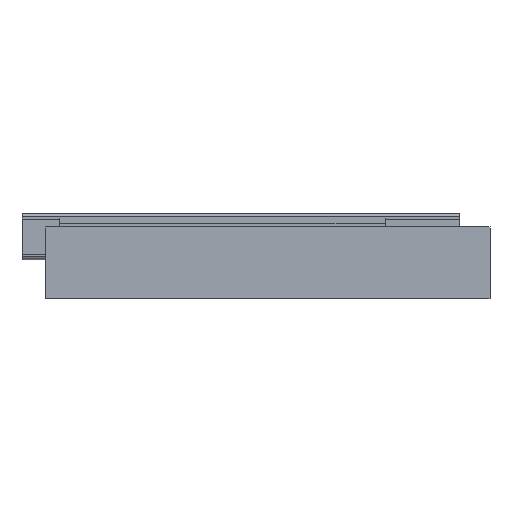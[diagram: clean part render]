
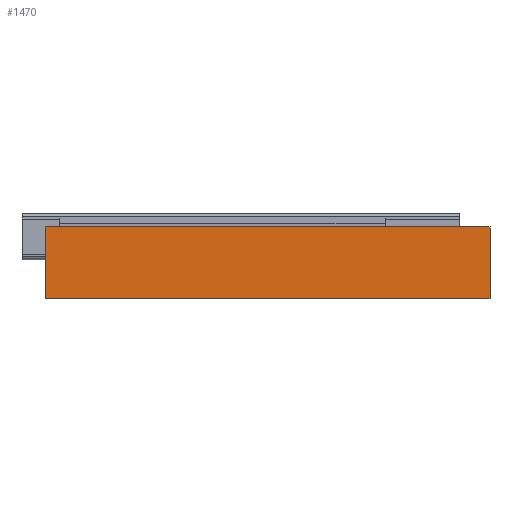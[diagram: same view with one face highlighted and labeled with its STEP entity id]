
A CAD part, front view. The second image highlights one B-rep face of the part: STEP entity #1470.
In plain terms, the highlighted planar face has unit normal (0, -1, 0).
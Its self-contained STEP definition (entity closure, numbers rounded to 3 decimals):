
#371 = DIRECTION ( 'NONE',  ( 0., 1., 0. ) ) ;
#465 = EDGE_CURVE ( 'NONE', #3623, #2891, #4340, .T. ) ;
#566 = EDGE_LOOP ( 'NONE', ( #3859, #3640, #5331, #4958 ) ) ;
#652 = VECTOR ( 'NONE', #5076, 1000. ) ;
#870 = CARTESIAN_POINT ( 'NONE',  ( 280., 0., 45. ) ) ;
#951 = CARTESIAN_POINT ( 'NONE',  ( 280., 0., 45. ) ) ;
#1290 = VECTOR ( 'NONE', #2536, 1000. ) ;
#1358 = VECTOR ( 'NONE', #4884, 1000. ) ;
#1372 = EDGE_CURVE ( 'NONE', #2288, #3737, #2028, .T. ) ;
#1470 = ADVANCED_FACE ( 'NONE', ( #6307 ), #1682, .F. ) ;
#1506 = CARTESIAN_POINT ( 'NONE',  ( 280., 0., 0. ) ) ;
#1508 = EDGE_CURVE ( 'NONE', #2288, #3623, #2030, .T. ) ;
#1682 = PLANE ( 'NONE',  #6414 ) ;
#1772 = CARTESIAN_POINT ( 'NONE',  ( 280., 0., 0. ) ) ;
#1825 = CARTESIAN_POINT ( 'NONE',  ( 0., 0., 45. ) ) ;
#1872 = EDGE_CURVE ( 'NONE', #3737, #2891, #6144, .T. ) ;
#2028 = LINE ( 'NONE', #6084, #652 ) ;
#2030 = LINE ( 'NONE', #951, #1290 ) ;
#2127 = CARTESIAN_POINT ( 'NONE',  ( 0., 0., 0. ) ) ;
#2288 = VERTEX_POINT ( 'NONE', #870 ) ;
#2536 = DIRECTION ( 'NONE',  ( 0., 0., -1. ) ) ;
#2891 = VERTEX_POINT ( 'NONE', #2127 ) ;
#2966 = CARTESIAN_POINT ( 'NONE',  ( 0., 0., 45. ) ) ;
#3303 = VECTOR ( 'NONE', #6515, 1000. ) ;
#3623 = VERTEX_POINT ( 'NONE', #1506 ) ;
#3640 = ORIENTED_EDGE ( 'NONE', *, *, #465, .F. ) ;
#3737 = VERTEX_POINT ( 'NONE', #1825 ) ;
#3859 = ORIENTED_EDGE ( 'NONE', *, *, #1872, .T. ) ;
#4340 = LINE ( 'NONE', #1772, #1358 ) ;
#4884 = DIRECTION ( 'NONE',  ( -1., 0., 0. ) ) ;
#4958 = ORIENTED_EDGE ( 'NONE', *, *, #1372, .T. ) ;
#5076 = DIRECTION ( 'NONE',  ( -1., 0., 0. ) ) ;
#5138 = CARTESIAN_POINT ( 'NONE',  ( 280., 0., 45. ) ) ;
#5331 = ORIENTED_EDGE ( 'NONE', *, *, #1508, .F. ) ;
#6084 = CARTESIAN_POINT ( 'NONE',  ( 280., 0., 45. ) ) ;
#6144 = LINE ( 'NONE', #2966, #3303 ) ;
#6307 = FACE_OUTER_BOUND ( 'NONE', #566, .T. ) ;
#6414 = AXIS2_PLACEMENT_3D ( 'NONE', #5138, #371, #6655 ) ;
#6515 = DIRECTION ( 'NONE',  ( 0., 0., -1. ) ) ;
#6655 = DIRECTION ( 'NONE',  ( 0., 0., 1. ) ) ;
